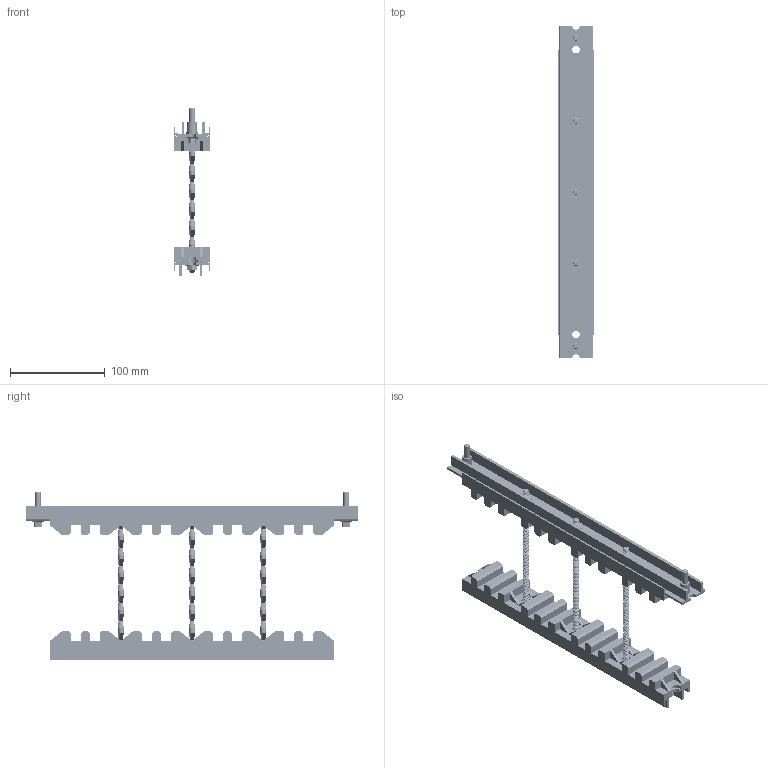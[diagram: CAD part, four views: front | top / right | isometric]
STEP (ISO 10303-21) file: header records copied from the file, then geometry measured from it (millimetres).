
FILE_DESCRIPTION(('STEP AP203'),'1');
FILE_NAME('cabs2-10tn-400.stp','2024-09-06T21:38:52',('TraceParts'),('TraceParts S.A.'),'Spatial InterOp 3D',' ',' ');
FILE_SCHEMA(('CONFIG_CONTROL_DESIGN'));
Length unit declared in the file: millimetre
Products named in the file (1): 1
Bounding box: 39 x 350 x 176.95 mm (x, y, z)
Volume: 369166.7 mm3; surface area: 209902.5 mm2
Topology: 23 solids, 23 shells, 5171 faces, 11845 edges, 6764 vertices
Faces by surface type: cone 2126, cylinder 1493, plane 1200, bspline 332, torus 20
Entity records: 148802 total; most frequent: CARTESIAN_POINT 34340, DIRECTION 24406, ORIENTED_EDGE 23690, EDGE_CURVE 11845, AXIS2_PLACEMENT_3D 9396, VERTEX_POINT 6764, LINE 5614, VECTOR 5614
